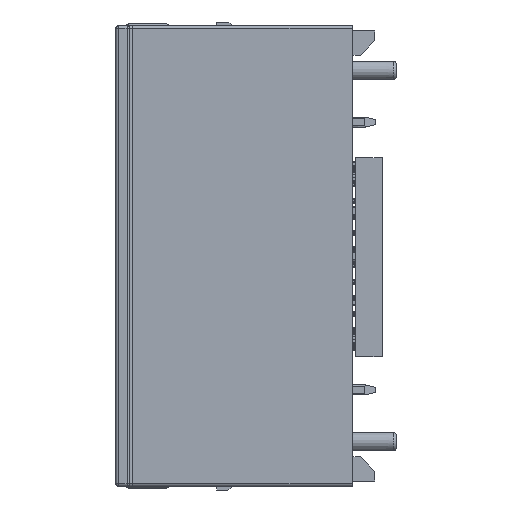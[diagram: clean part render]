
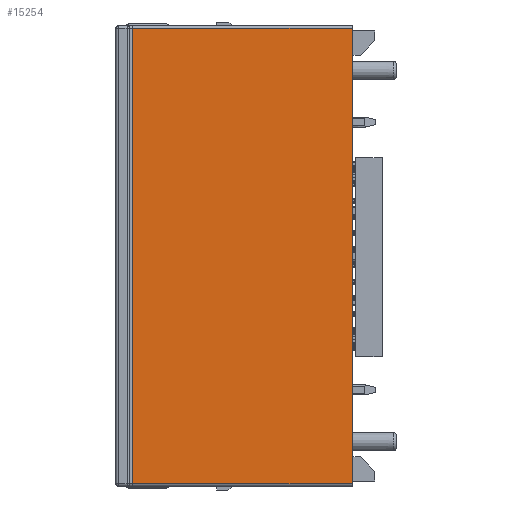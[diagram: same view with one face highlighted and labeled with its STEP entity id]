
A CAD part, front view. The second image highlights one B-rep face of the part: STEP entity #15254.
In plain terms, the highlighted planar face has unit normal (0, -1, 0).
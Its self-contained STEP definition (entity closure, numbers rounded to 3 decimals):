
#153=DIRECTION('',(0.,0.,-1.));
#154=VECTOR('',#153,35.7);
#155=CARTESIAN_POINT('',(-32.7,-9.7,43.6));
#156=LINE('',#155,#154);
#161=DIRECTION('',(0.,0.,-1.));
#162=VECTOR('',#161,35.7);
#163=CARTESIAN_POINT('',(-15.45,-9.7,43.6));
#164=LINE('',#163,#162);
#169=DIRECTION('',(1.,0.,0.));
#170=VECTOR('',#169,17.25);
#171=CARTESIAN_POINT('',(-32.7,-9.7,7.9));
#172=LINE('',#171,#170);
#11652=DIRECTION('',(-1.,0.,0.));
#11653=VECTOR('',#11652,17.25);
#11654=CARTESIAN_POINT('',(-15.45,-9.7,43.6));
#11655=LINE('',#11654,#11653);
#11868=CARTESIAN_POINT('',(-32.7,-9.7,43.6));
#11869=CARTESIAN_POINT('',(-32.7,-9.7,7.9));
#11870=VERTEX_POINT('',#11868);
#11871=VERTEX_POINT('',#11869);
#11872=CARTESIAN_POINT('',(-15.45,-9.7,7.9));
#11873=VERTEX_POINT('',#11872);
#11874=CARTESIAN_POINT('',(-15.45,-9.7,43.6));
#11875=VERTEX_POINT('',#11874);
#15240=CARTESIAN_POINT('',(-34.,-9.7,7.7));
#15241=DIRECTION('',(0.,-1.,0.));
#15242=DIRECTION('',(0.,0.,1.));
#15243=AXIS2_PLACEMENT_3D('',#15240,#15241,#15242);
#15244=PLANE('',#15243);
#15246=ORIENTED_EDGE('',*,*,#15245,.F.);
#15247=ORIENTED_EDGE('',*,*,#15230,.F.);
#15249=ORIENTED_EDGE('',*,*,#15248,.F.);
#15251=ORIENTED_EDGE('',*,*,#15250,.T.);
#15252=EDGE_LOOP('',(#15246,#15247,#15249,#15251));
#15253=FACE_OUTER_BOUND('',#15252,.F.);
#15254=ADVANCED_FACE('',(#15253),#15244,.T.);
#15230=EDGE_CURVE('',#11870,#11871,#156,.T.);
#15245=EDGE_CURVE('',#11871,#11873,#172,.T.);
#15248=EDGE_CURVE('',#11875,#11870,#11655,.T.);
#15250=EDGE_CURVE('',#11875,#11873,#164,.T.);
